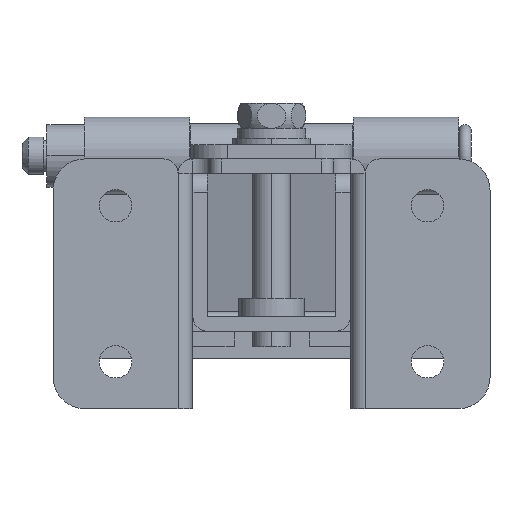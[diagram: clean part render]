
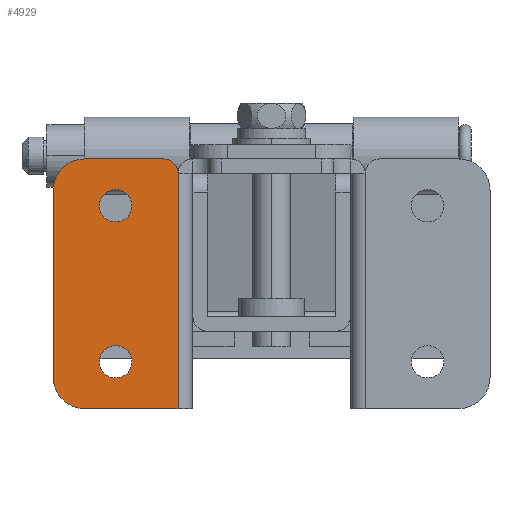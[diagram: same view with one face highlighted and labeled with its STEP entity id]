
A CAD part, front view. The second image highlights one B-rep face of the part: STEP entity #4929.
In plain terms, the highlighted planar face has unit normal (0, -1, 0).
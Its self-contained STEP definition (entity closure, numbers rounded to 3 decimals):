
#253 = EDGE_CURVE ( 'NONE', #4283, #4289, #7259, .T. ) ;
#255 = EDGE_CURVE ( 'NONE', #4296, #4327, #7278, .T. ) ;
#292 = EDGE_CURVE ( 'NONE', #4333, #4344, #7333, .T. ) ;
#293 = EDGE_CURVE ( 'NONE', #4289, #4283, #7335, .T. ) ;
#294 = EDGE_CURVE ( 'NONE', #4332, #4333, #2342, .T. ) ;
#295 = EDGE_CURVE ( 'NONE', #4335, #4344, #2343, .T. ) ;
#296 = EDGE_CURVE ( 'NONE', #4345, #4335, #7338, .T. ) ;
#297 = EDGE_CURVE ( 'NONE', #4343, #4345, #2344, .T. ) ;
#298 = EDGE_CURVE ( 'NONE', #4342, #4343, #7342, .T. ) ;
#299 = EDGE_CURVE ( 'NONE', #4332, #4342, #2345, .T. ) ;
#300 = EDGE_CURVE ( 'NONE', #4327, #4296, #7345, .T. ) ;
#496 = CARTESIAN_POINT ( 'NONE',  ( -25., 0., -12.5 ) ) ;
#501 = DIRECTION ( 'NONE',  ( 0., 0., 1. ) ) ;
#506 = CARTESIAN_POINT ( 'NONE',  ( -25., 0., 12.5 ) ) ;
#518 = DIRECTION ( 'NONE',  ( 0., 1., 0. ) ) ;
#533 = DIRECTION ( 'NONE',  ( 0., 0., 1. ) ) ;
#539 = DIRECTION ( 'NONE',  ( 0., 0., 1. ) ) ;
#595 = DIRECTION ( 'NONE',  ( 0., -1., 0. ) ) ;
#596 = CARTESIAN_POINT ( 'NONE',  ( -17.3, 0., 17.7 ) ) ;
#598 = DIRECTION ( 'NONE',  ( 0., 1., 0. ) ) ;
#599 = CARTESIAN_POINT ( 'NONE',  ( -25., 0., -12.5 ) ) ;
#600 = DIRECTION ( 'NONE',  ( 0., 0., 1. ) ) ;
#601 = DIRECTION ( 'NONE',  ( 0., 0., 1. ) ) ;
#602 = CARTESIAN_POINT ( 'NONE',  ( -15., 0., 15. ) ) ;
#603 = DIRECTION ( 'NONE',  ( 0., 0., 1. ) ) ;
#604 = DIRECTION ( 'NONE',  ( 1., 0., 0. ) ) ;
#605 = DIRECTION ( 'NONE',  ( 0., 0., 1. ) ) ;
#606 = CARTESIAN_POINT ( 'NONE',  ( -30., 0., 15. ) ) ;
#607 = CARTESIAN_POINT ( 'NONE',  ( -30., 0., 20. ) ) ;
#608 = CARTESIAN_POINT ( 'NONE',  ( -35., 0., -15. ) ) ;
#609 = DIRECTION ( 'NONE',  ( 0., 1., 0. ) ) ;
#612 = CARTESIAN_POINT ( 'NONE',  ( -30., 0., -15. ) ) ;
#613 = CARTESIAN_POINT ( 'NONE',  ( -30., 0., -20. ) ) ;
#619 = DIRECTION ( 'NONE',  ( 0., 1., 0. ) ) ;
#624 = DIRECTION ( 'NONE',  ( 0., 0., 1. ) ) ;
#634 = DIRECTION ( 'NONE',  ( 0., 0., 1. ) ) ;
#636 = DIRECTION ( 'NONE',  ( 0., 1., 0. ) ) ;
#641 = CARTESIAN_POINT ( 'NONE',  ( -25., 0., 12.5 ) ) ;
#642 = DIRECTION ( 'NONE',  ( -1., 0., 0. ) ) ;
#666 = DIRECTION ( 'NONE',  ( 0., 1., 0. ) ) ;
#2342 = LINE ( 'NONE', #602, #7337 ) ;
#2343 = LINE ( 'NONE', #607, #7339 ) ;
#2344 = LINE ( 'NONE', #608, #7343 ) ;
#2345 = LINE ( 'NONE', #613, #7346 ) ;
#3273 = CARTESIAN_POINT ( 'NONE',  ( -25., 0., -15.1 ) ) ;
#3279 = CARTESIAN_POINT ( 'NONE',  ( -25., 0., -9.9 ) ) ;
#3286 = CARTESIAN_POINT ( 'NONE',  ( -25., 0., 9.9 ) ) ;
#3317 = CARTESIAN_POINT ( 'NONE',  ( -25., 0., 15.1 ) ) ;
#3322 = CARTESIAN_POINT ( 'NONE',  ( -15., 0., -20. ) ) ;
#3323 = CARTESIAN_POINT ( 'NONE',  ( -15., 0., 17.7 ) ) ;
#3325 = CARTESIAN_POINT ( 'NONE',  ( -30., 0., 20. ) ) ;
#3332 = CARTESIAN_POINT ( 'NONE',  ( -30., 0., -20. ) ) ;
#3333 = CARTESIAN_POINT ( 'NONE',  ( -35., 0., -15. ) ) ;
#3334 = CARTESIAN_POINT ( 'NONE',  ( -17.3, 0., 20. ) ) ;
#3335 = CARTESIAN_POINT ( 'NONE',  ( -35., 0., 15. ) ) ;
#4094 = ORIENTED_EDGE ( 'NONE', *, *, #255, .T. ) ;
#4095 = ORIENTED_EDGE ( 'NONE', *, *, #300, .T. ) ;
#4097 = ORIENTED_EDGE ( 'NONE', *, *, #299, .F. ) ;
#4098 = ORIENTED_EDGE ( 'NONE', *, *, #298, .F. ) ;
#4099 = ORIENTED_EDGE ( 'NONE', *, *, #297, .F. ) ;
#4100 = ORIENTED_EDGE ( 'NONE', *, *, #296, .F. ) ;
#4101 = ORIENTED_EDGE ( 'NONE', *, *, #292, .T. ) ;
#4102 = ORIENTED_EDGE ( 'NONE', *, *, #295, .F. ) ;
#4103 = ORIENTED_EDGE ( 'NONE', *, *, #294, .T. ) ;
#4104 = ORIENTED_EDGE ( 'NONE', *, *, #293, .T. ) ;
#4109 = ORIENTED_EDGE ( 'NONE', *, *, #253, .T. ) ;
#4207 = EDGE_LOOP ( 'NONE', ( #4109, #4104 ) ) ;
#4210 = EDGE_LOOP ( 'NONE', ( #4094, #4095 ) ) ;
#4213 = EDGE_LOOP ( 'NONE', ( #4103, #4101, #4102, #4100, #4099, #4098, #4097 ) ) ;
#4283 = VERTEX_POINT ( 'NONE', #3273 ) ;
#4289 = VERTEX_POINT ( 'NONE', #3279 ) ;
#4296 = VERTEX_POINT ( 'NONE', #3286 ) ;
#4327 = VERTEX_POINT ( 'NONE', #3317 ) ;
#4332 = VERTEX_POINT ( 'NONE', #3322 ) ;
#4333 = VERTEX_POINT ( 'NONE', #3323 ) ;
#4335 = VERTEX_POINT ( 'NONE', #3325 ) ;
#4342 = VERTEX_POINT ( 'NONE', #3332 ) ;
#4343 = VERTEX_POINT ( 'NONE', #3333 ) ;
#4344 = VERTEX_POINT ( 'NONE', #3334 ) ;
#4345 = VERTEX_POINT ( 'NONE', #3335 ) ;
#4929 = ADVANCED_FACE ( 'NONE', ( #5509, #5510, #5511 ), #6721, .F. ) ;
#5509 = FACE_BOUND ( 'NONE', #4207, .T. ) ;
#5510 = FACE_OUTER_BOUND ( 'NONE', #4213, .T. ) ;
#5511 = FACE_BOUND ( 'NONE', #4210, .T. ) ;
#6721 = PLANE ( 'NONE',  #7964 ) ;
#6722 = CARTESIAN_POINT ( 'NONE',  ( -30., 0., 15. ) ) ;
#6723 = DIRECTION ( 'NONE',  ( 0., 1., 0. ) ) ;
#6724 = DIRECTION ( 'NONE',  ( 0., 0., 1. ) ) ;
#7259 = CIRCLE ( 'NONE', #7279, 2.6 ) ;
#7278 = CIRCLE ( 'NONE', #7283, 2.6 ) ;
#7279 = AXIS2_PLACEMENT_3D ( 'NONE', #496, #518, #533 ) ;
#7283 = AXIS2_PLACEMENT_3D ( 'NONE', #506, #666, #539 ) ;
#7333 = CIRCLE ( 'NONE', #7334, 2.3 ) ;
#7334 = AXIS2_PLACEMENT_3D ( 'NONE', #596, #595, #600 ) ;
#7335 = CIRCLE ( 'NONE', #7336, 2.6 ) ;
#7336 = AXIS2_PLACEMENT_3D ( 'NONE', #599, #598, #601 ) ;
#7337 = VECTOR ( 'NONE', #603, 1000. ) ;
#7338 = CIRCLE ( 'NONE', #7340, 5. ) ;
#7339 = VECTOR ( 'NONE', #604, 1000. ) ;
#7340 = AXIS2_PLACEMENT_3D ( 'NONE', #606, #609, #605 ) ;
#7342 = CIRCLE ( 'NONE', #7344, 5. ) ;
#7343 = VECTOR ( 'NONE', #624, 1000. ) ;
#7344 = AXIS2_PLACEMENT_3D ( 'NONE', #612, #619, #634 ) ;
#7345 = CIRCLE ( 'NONE', #7347, 2.6 ) ;
#7346 = VECTOR ( 'NONE', #642, 1000. ) ;
#7347 = AXIS2_PLACEMENT_3D ( 'NONE', #641, #636, #501 ) ;
#7964 = AXIS2_PLACEMENT_3D ( 'NONE', #6722, #6723, #6724 ) ;
